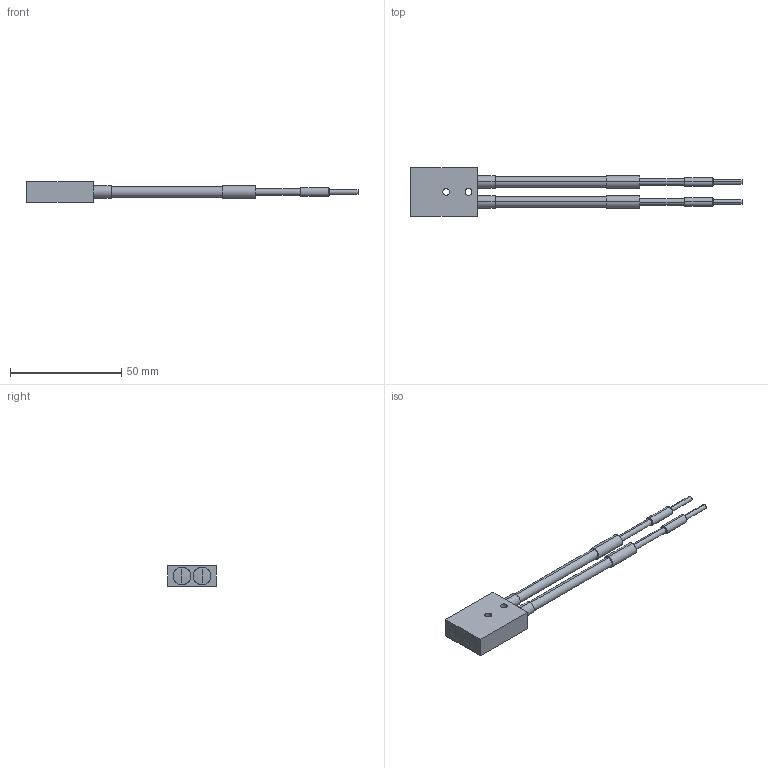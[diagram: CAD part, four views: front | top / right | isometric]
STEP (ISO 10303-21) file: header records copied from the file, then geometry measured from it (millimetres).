
FILE_DESCRIPTION (( 'STEP AP214' ), '1' );
FILE_NAME ('GPF-D025--ST350-2.0.STEP', '2017-11-17T22:27:39', ( '' ), ( '' ), 'SwSTEP 2.0', 'SolidWorks 2018', '' );
FILE_SCHEMA (( 'AUTOMOTIVE_DESIGN' ));
Length unit declared in the file: millimetre
Products named in the file (4): GPF-D025--ST350-2.0_HEAD; GPF-D025--ST350-2.0; GPF-D025--ST350-2.0_LENS; GPF-D025--ST350-2.0_FIBER
Assembly tree (5 placements, depth 2):
  GPF-D025--ST350-2.0
    GPF-D025--ST350-2.0_HEAD
    GPF-D025--ST350-2.0_FIBER  x2
    GPF-D025--ST350-2.0_LENS  x2
Bounding box: 149.3 x 22 x 9 mm (x, y, z)
Volume: 9270.7 mm3; surface area: 5854.9 mm2
Topology: 5 solids, 5 shells, 70 faces, 140 edges, 86 vertices
Faces by surface type: cylinder 32, plane 22, cone 12, bspline 4
Entity records: 1250 total; most frequent: CARTESIAN_POINT 215, DIRECTION 212, ORIENTED_EDGE 160, AXIS2_PLACEMENT_3D 88, EDGE_CURVE 80, VERTEX_POINT 51, EDGE_LOOP 49, CIRCLE 42
